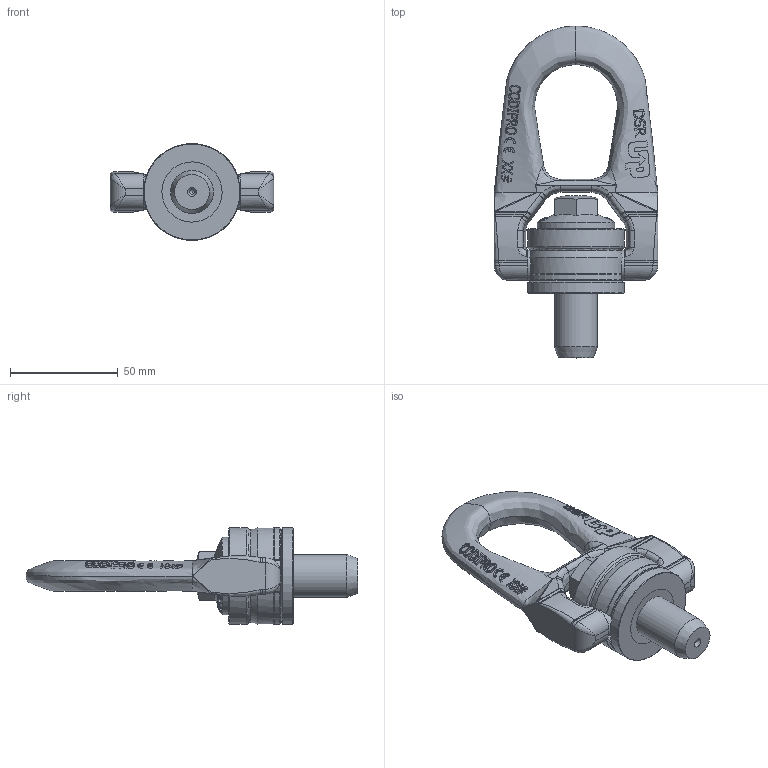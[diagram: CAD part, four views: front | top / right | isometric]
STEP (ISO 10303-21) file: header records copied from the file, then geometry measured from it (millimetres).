
FILE_DESCRIPTION(/* description */ (''),/* implementation_level */ '2;1');
FILE_NAME(/* name */ 'DSR M20 2t5 UP.stp',/* time_stamp */ '2017-09-13T11:00:03+02:00',/* author */ ('rklenes'),/* organization */ (''),/* preprocessor_version */ 'ST-DEVELOPER v16.5',/* originating_system */ 'Autodesk Inventor 2017',/* authorisation */ '');
FILE_SCHEMA (('AUTOMOTIVE_DESIGN { 1 0 10303 214 3 1 1 }'));
Products named in the file (6): DSR M20 UP; DSR 2; DRB_B2B; DRM_AF2B_UP; DRE_D2M20A; DRA_M20X60_UP
Assembly tree (5 placements, depth 3):
  DSR M20 UP
    DSR 2
      DRB_B2B
      DRM_AF2B_UP
    DRE_D2M20A
    DRA_M20X60_UP
Bounding box: 76 x 154.25 x 45 mm (x, y, z)
Volume: 116747.4 mm3; surface area: 37517.9 mm2
Topology: 4 solids, 4 shells, 817 faces, 2134 edges, 1359 vertices
Faces by surface type: plane 348, bspline 325, cylinder 87, cone 45, torus 11, sphere 1
Full cylindrical faces by diameter (mm): 2 x1, 14 x2, 19.85 x2, 19.854 x1, 20 x1, 22.6 x2, 23 x2, 32 x1, 36 x1, 45 x2
Entity records: 43841 total; most frequent: CARTESIAN_POINT 26157, ORIENTED_EDGE 4162, DIRECTION 2739, EDGE_CURVE 2081, VERTEX_POINT 1353, AXIS2_PLACEMENT_3D 1011, EDGE_LOOP 904, FACE_OUTER_BOUND 817
